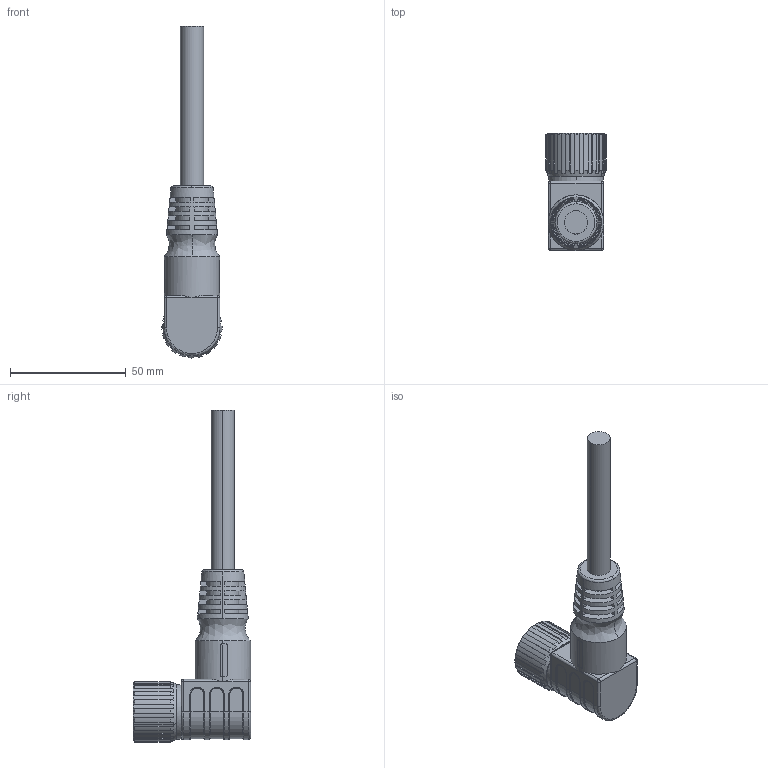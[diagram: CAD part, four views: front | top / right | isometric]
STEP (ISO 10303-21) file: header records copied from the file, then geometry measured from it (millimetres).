
FILE_DESCRIPTION (( 'STEP AP203' ), '1' );
FILE_NAME ('GNLK19-19 M P10.STEP', '2019-05-21T02:08:07', ( 'Windows' ), ( 'Microsoft' ), 'SwSTEP 2.0', 'SolidWorks 2012', '' );
FILE_SCHEMA (( 'CONFIG_CONTROL_DESIGN' ));
Products named in the file (1): GNLK19-19 M P10
Bounding box: 26 x 50.6 x 143.3 mm (x, y, z)
Volume: 44047.2 mm3; surface area: 15489.6 mm2
Topology: 1 solids, 1 shells, 1100 faces, 2693 edges, 1748 vertices
Faces by surface type: plane 480, cylinder 370, bspline 184, torus 38, cone 28
Entity records: 43287 total; most frequent: CARTESIAN_POINT 17987, ORIENTED_EDGE 5378, DIRECTION 4947, EDGE_CURVE 2689, AXIS2_PLACEMENT_3D 1819, VERTEX_POINT 1748, LINE 1309, VECTOR 1309
